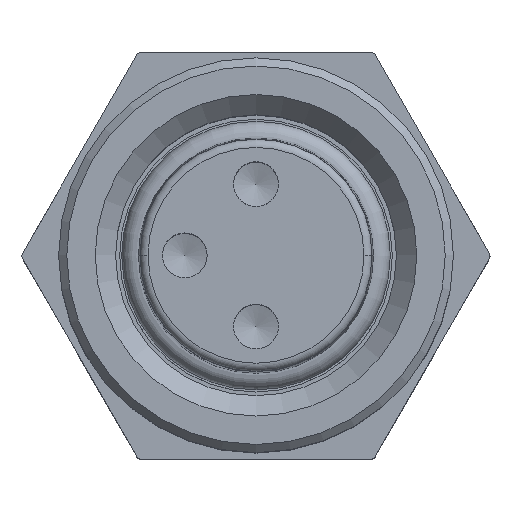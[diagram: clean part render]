
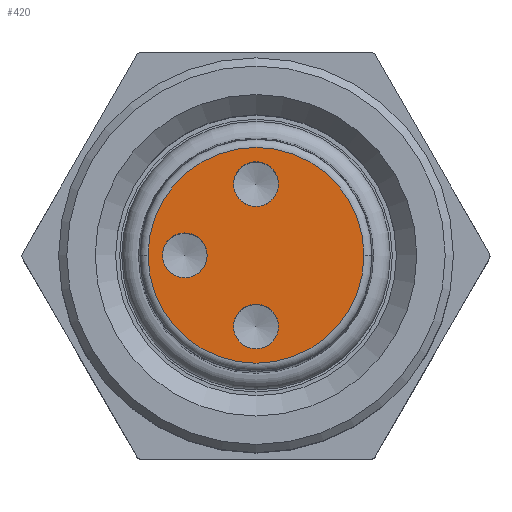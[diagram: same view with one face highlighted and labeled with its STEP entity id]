
A CAD part, top view. The second image highlights one B-rep face of the part: STEP entity #420.
In plain terms, the highlighted planar face has unit normal (0, 0, 1).
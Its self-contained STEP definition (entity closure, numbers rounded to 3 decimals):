
#193=PLANE('',#2644);
#283=FACE_BOUND('',#747,.T.);
#284=FACE_BOUND('',#748,.T.);
#285=FACE_BOUND('',#749,.T.);
#286=FACE_BOUND('',#750,.T.);
#420=ADVANCED_FACE('',(#283,#284,#285,#286),#193,.F.);
#747=EDGE_LOOP('',(#1567));
#748=EDGE_LOOP('',(#1568));
#749=EDGE_LOOP('',(#1569));
#750=EDGE_LOOP('',(#1570,#1571));
#1567=ORIENTED_EDGE('',*,*,#2195,.T.);
#1568=ORIENTED_EDGE('',*,*,#2156,.T.);
#1569=ORIENTED_EDGE('',*,*,#2153,.T.);
#1570=ORIENTED_EDGE('',*,*,#2196,.T.);
#1571=ORIENTED_EDGE('',*,*,#2197,.T.);
#1855=VERTEX_POINT('',#4014);
#1860=VERTEX_POINT('',#4025);
#1887=VERTEX_POINT('',#4160);
#1888=VERTEX_POINT('',#4162);
#1889=VERTEX_POINT('',#4163);
#2153=EDGE_CURVE('',#1855,#1855,#2358,.T.);
#2156=EDGE_CURVE('',#1860,#1860,#2361,.T.);
#2195=EDGE_CURVE('',#1887,#1887,#2374,.T.);
#2196=EDGE_CURVE('',#1888,#1889,#2375,.T.);
#2197=EDGE_CURVE('',#1889,#1888,#2376,.T.);
#2358=CIRCLE('',#2607,0.55);
#2361=CIRCLE('',#2613,0.55);
#2374=CIRCLE('',#2641,0.55);
#2375=CIRCLE('',#2642,2.652);
#2376=CIRCLE('',#2643,2.652);
#2607=AXIS2_PLACEMENT_3D('',#4013,#3193,#3194);
#2613=AXIS2_PLACEMENT_3D('',#4024,#3205,#3206);
#2641=AXIS2_PLACEMENT_3D('',#4159,#3279,#3280);
#2642=AXIS2_PLACEMENT_3D('',#4161,#3281,#3282);
#2643=AXIS2_PLACEMENT_3D('',#4164,#3283,#3284);
#2644=AXIS2_PLACEMENT_3D('',#4165,#3285,#3286);
#3193=DIRECTION('',(0.,0.,-1.));
#3194=DIRECTION('',(-1.,0.,0.));
#3205=DIRECTION('',(0.,0.,-1.));
#3206=DIRECTION('',(-1.,0.,0.));
#3279=DIRECTION('',(0.,0.,-1.));
#3280=DIRECTION('',(-1.,0.,0.));
#3281=DIRECTION('',(0.,0.,1.));
#3282=DIRECTION('',(-1.,0.,0.));
#3283=DIRECTION('',(0.,0.,1.));
#3284=DIRECTION('',(1.,0.,0.));
#3285=DIRECTION('',(0.,0.,-1.));
#3286=DIRECTION('',(-1.,0.,0.));
#4013=CARTESIAN_POINT('',(-111.75,150.,-7.5));
#4014=CARTESIAN_POINT('',(-112.3,150.,-7.5));
#4024=CARTESIAN_POINT('',(-110.,148.25,-7.5));
#4025=CARTESIAN_POINT('',(-110.55,148.25,-7.5));
#4159=CARTESIAN_POINT('',(-110.,151.75,-7.5));
#4160=CARTESIAN_POINT('',(-110.55,151.75,-7.5));
#4161=CARTESIAN_POINT('',(-110.,150.,-7.5));
#4162=CARTESIAN_POINT('',(-112.652,150.,-7.5));
#4163=CARTESIAN_POINT('',(-107.348,150.,-7.5));
#4164=CARTESIAN_POINT('',(-110.,150.,-7.5));
#4165=CARTESIAN_POINT('',(-110.,150.,-7.5));
